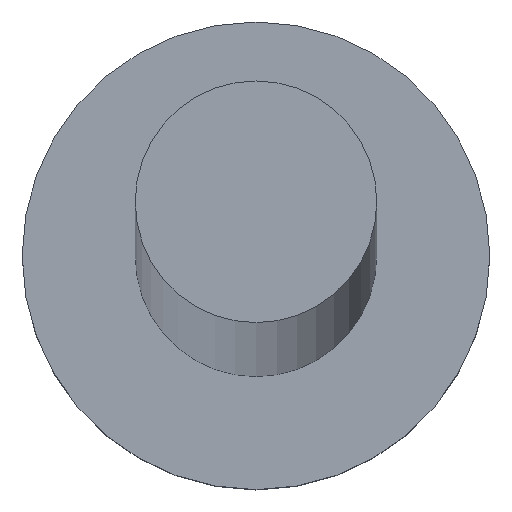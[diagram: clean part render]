
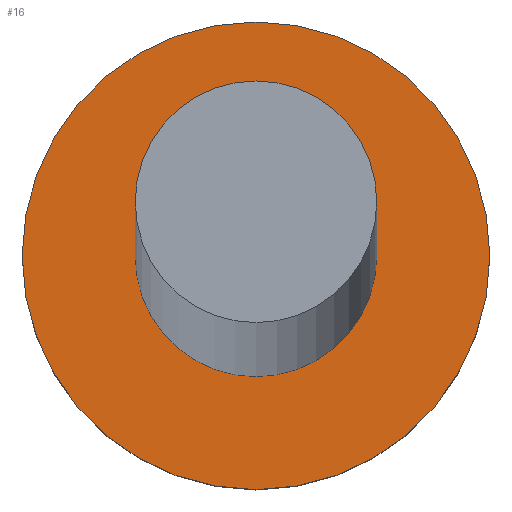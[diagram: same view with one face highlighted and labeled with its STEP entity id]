
A CAD part, top view. The second image highlights one B-rep face of the part: STEP entity #16.
In plain terms, the highlighted planar face has unit normal (0, 0, 1).
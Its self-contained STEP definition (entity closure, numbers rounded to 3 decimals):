
#13 = VERTEX_POINT ( 'NONE', #138 ) ;
#14 = DIRECTION ( 'NONE',  ( 0., 0., 1. ) ) ;
#15 = ORIENTED_EDGE ( 'NONE', *, *, #99, .F. ) ;
#16 = ADVANCED_FACE ( 'NONE', ( #151, #115 ), #189, .T. ) ;
#17 = DIRECTION ( 'NONE',  ( 0., 0., 1. ) ) ;
#29 = CARTESIAN_POINT ( 'NONE',  ( 3.1, 0., 5. ) ) ;
#31 = DIRECTION ( 'NONE',  ( 1., 0., 0. ) ) ;
#34 = DIRECTION ( 'NONE',  ( 1., 0., 0. ) ) ;
#60 = DIRECTION ( 'NONE',  ( 1., 0., 0. ) ) ;
#68 = AXIS2_PLACEMENT_3D ( 'NONE', #156, #17, #60 ) ;
#71 = CARTESIAN_POINT ( 'NONE',  ( -6., 0., 5. ) ) ;
#74 = CARTESIAN_POINT ( 'NONE',  ( 0., 0., 5. ) ) ;
#79 = CIRCLE ( 'NONE', #92, 6. ) ;
#80 = VERTEX_POINT ( 'NONE', #85 ) ;
#85 = CARTESIAN_POINT ( 'NONE',  ( -3.1, 0., 5. ) ) ;
#92 = AXIS2_PLACEMENT_3D ( 'NONE', #74, #148, #31 ) ;
#93 = EDGE_CURVE ( 'NONE', #194, #13, #254, .T. ) ;
#99 = EDGE_CURVE ( 'NONE', #191, #80, #250, .T. ) ;
#115 = FACE_OUTER_BOUND ( 'NONE', #182, .T. ) ;
#126 = ORIENTED_EDGE ( 'NONE', *, *, #197, .T. ) ;
#132 = CARTESIAN_POINT ( 'NONE',  ( 0., 0., 5. ) ) ;
#134 = DIRECTION ( 'NONE',  ( 0., 0., 1. ) ) ;
#138 = CARTESIAN_POINT ( 'NONE',  ( 6., 0., 5. ) ) ;
#140 = ORIENTED_EDGE ( 'NONE', *, *, #93, .T. ) ;
#148 = DIRECTION ( 'NONE',  ( 0., 0., 1. ) ) ;
#151 = FACE_BOUND ( 'NONE', #215, .T. ) ;
#154 = CARTESIAN_POINT ( 'NONE',  ( 0., 0., 5. ) ) ;
#156 = CARTESIAN_POINT ( 'NONE',  ( 0., 0., 5. ) ) ;
#164 = EDGE_CURVE ( 'NONE', #80, #191, #200, .T. ) ;
#174 = CARTESIAN_POINT ( 'NONE',  ( 0., 0., 5. ) ) ;
#182 = EDGE_LOOP ( 'NONE', ( #140, #126 ) ) ;
#189 = PLANE ( 'NONE',  #68 ) ;
#191 = VERTEX_POINT ( 'NONE', #29 ) ;
#192 = AXIS2_PLACEMENT_3D ( 'NONE', #154, #134, #34 ) ;
#194 = VERTEX_POINT ( 'NONE', #71 ) ;
#197 = EDGE_CURVE ( 'NONE', #13, #194, #79, .T. ) ;
#200 = CIRCLE ( 'NONE', #212, 3.1 ) ;
#208 = DIRECTION ( 'NONE',  ( 0., 0., 1. ) ) ;
#210 = DIRECTION ( 'NONE',  ( 1., 0., 0. ) ) ;
#212 = AXIS2_PLACEMENT_3D ( 'NONE', #132, #208, #210 ) ;
#215 = EDGE_LOOP ( 'NONE', ( #239, #15 ) ) ;
#222 = DIRECTION ( 'NONE',  ( 1., 0., 0. ) ) ;
#239 = ORIENTED_EDGE ( 'NONE', *, *, #164, .F. ) ;
#247 = AXIS2_PLACEMENT_3D ( 'NONE', #174, #14, #222 ) ;
#250 = CIRCLE ( 'NONE', #247, 3.1 ) ;
#254 = CIRCLE ( 'NONE', #192, 6. ) ;
